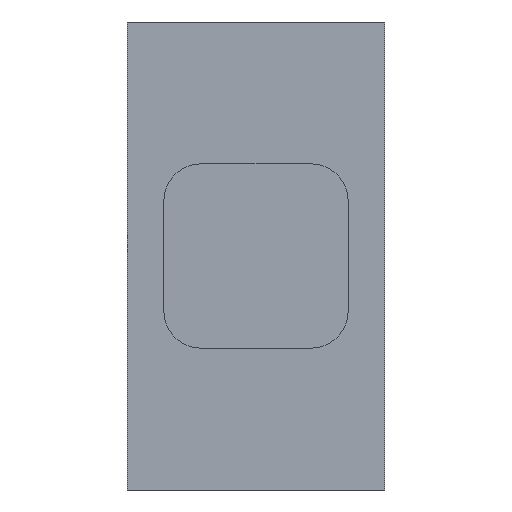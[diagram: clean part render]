
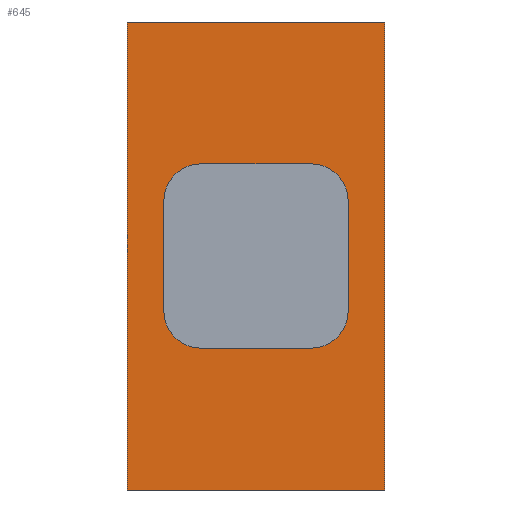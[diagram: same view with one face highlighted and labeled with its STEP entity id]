
A CAD part, front view. The second image highlights one B-rep face of the part: STEP entity #645.
In plain terms, the highlighted planar face has unit normal (0, -1, 0).
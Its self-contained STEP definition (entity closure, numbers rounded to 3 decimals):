
#1 = VERTEX_POINT ( 'NONE', #357 ) ;
#4 = ORIENTED_EDGE ( 'NONE', *, *, #479, .T. ) ;
#7 = DIRECTION ( 'NONE',  ( 0., 1., 0. ) ) ;
#8 = VECTOR ( 'NONE', #365, 1000. ) ;
#14 = ORIENTED_EDGE ( 'NONE', *, *, #344, .T. ) ;
#16 = DIRECTION ( 'NONE',  ( -1., 0., 0. ) ) ;
#22 = VECTOR ( 'NONE', #477, 1000. ) ;
#25 = VECTOR ( 'NONE', #832, 1000. ) ;
#37 = LINE ( 'NONE', #314, #25 ) ;
#39 = VECTOR ( 'NONE', #61, 1000. ) ;
#42 = LINE ( 'NONE', #678, #462 ) ;
#45 = VERTEX_POINT ( 'NONE', #330 ) ;
#46 = CARTESIAN_POINT ( 'NONE',  ( -3., 30., -5. ) ) ;
#61 = DIRECTION ( 'NONE',  ( 0., 0., 1. ) ) ;
#65 = DIRECTION ( 'NONE',  ( 0., 1., 0. ) ) ;
#84 = LINE ( 'NONE', #87, #334 ) ;
#87 = CARTESIAN_POINT ( 'NONE',  ( 7., 30., 7.3 ) ) ;
#89 = CIRCLE ( 'NONE', #276, 2. ) ;
#90 = FACE_OUTER_BOUND ( 'NONE', #347, .T. ) ;
#114 = VERTEX_POINT ( 'NONE', #587 ) ;
#119 = CARTESIAN_POINT ( 'NONE',  ( -5., 30., -3. ) ) ;
#121 = LINE ( 'NONE', #328, #39 ) ;
#122 = VECTOR ( 'NONE', #696, 1000. ) ;
#144 = EDGE_LOOP ( 'NONE', ( #385, #4, #377, #610, #14, #694, #672, #628 ) ) ;
#183 = CARTESIAN_POINT ( 'NONE',  ( 3., 30., 5. ) ) ;
#238 = LINE ( 'NONE', #374, #8 ) ;
#245 = CARTESIAN_POINT ( 'NONE',  ( -7., 30., 7.3 ) ) ;
#265 = DIRECTION ( 'NONE',  ( 1., 0., 0. ) ) ;
#274 = VERTEX_POINT ( 'NONE', #183 ) ;
#275 = LINE ( 'NONE', #825, #718 ) ;
#276 = AXIS2_PLACEMENT_3D ( 'NONE', #386, #599, #795 ) ;
#282 = DIRECTION ( 'NONE',  ( 0., 1., 0. ) ) ;
#283 = VERTEX_POINT ( 'NONE', #840 ) ;
#290 = VERTEX_POINT ( 'NONE', #703 ) ;
#292 = DIRECTION ( 'NONE',  ( -1., 0., 0. ) ) ;
#295 = CARTESIAN_POINT ( 'NONE',  ( -5., 30., 3. ) ) ;
#300 = EDGE_CURVE ( 'NONE', #114, #625, #238, .T. ) ;
#314 = CARTESIAN_POINT ( 'NONE',  ( -7., 30., 7.3 ) ) ;
#318 = EDGE_CURVE ( 'NONE', #283, #684, #42, .T. ) ;
#328 = CARTESIAN_POINT ( 'NONE',  ( -5., 30., -5. ) ) ;
#330 = CARTESIAN_POINT ( 'NONE',  ( -3., 30., 5. ) ) ;
#334 = VECTOR ( 'NONE', #470, 1000. ) ;
#344 = EDGE_CURVE ( 'NONE', #862, #663, #121, .T. ) ;
#346 = CIRCLE ( 'NONE', #414, 2. ) ;
#347 = EDGE_LOOP ( 'NONE', ( #810, #616, #399, #613 ) ) ;
#355 = CARTESIAN_POINT ( 'NONE',  ( -3., 30., 3. ) ) ;
#357 = CARTESIAN_POINT ( 'NONE',  ( 5., 30., -3. ) ) ;
#365 = DIRECTION ( 'NONE',  ( 1., 0., 0. ) ) ;
#374 = CARTESIAN_POINT ( 'NONE',  ( -7., 30., 12.7 ) ) ;
#377 = ORIENTED_EDGE ( 'NONE', *, *, #509, .T. ) ;
#385 = ORIENTED_EDGE ( 'NONE', *, *, #471, .T. ) ;
#386 = CARTESIAN_POINT ( 'NONE',  ( -3., 30., -3. ) ) ;
#399 = ORIENTED_EDGE ( 'NONE', *, *, #566, .F. ) ;
#403 = LINE ( 'NONE', #418, #122 ) ;
#410 = DIRECTION ( 'NONE',  ( -1., 0., 0. ) ) ;
#412 = AXIS2_PLACEMENT_3D ( 'NONE', #245, #784, #635 ) ;
#414 = AXIS2_PLACEMENT_3D ( 'NONE', #536, #65, #453 ) ;
#418 = CARTESIAN_POINT ( 'NONE',  ( 7., 30., 5. ) ) ;
#443 = CARTESIAN_POINT ( 'NONE',  ( 3., 30., -5. ) ) ;
#453 = DIRECTION ( 'NONE',  ( -1., 0., 0. ) ) ;
#462 = VECTOR ( 'NONE', #265, 1000. ) ;
#470 = DIRECTION ( 'NONE',  ( 0., 0., -1. ) ) ;
#471 = EDGE_CURVE ( 'NONE', #290, #1, #591, .T. ) ;
#477 = DIRECTION ( 'NONE',  ( 0., 0., -1. ) ) ;
#479 = EDGE_CURVE ( 'NONE', #1, #648, #856, .T. ) ;
#483 = AXIS2_PLACEMENT_3D ( 'NONE', #355, #7, #292 ) ;
#490 = PLANE ( 'NONE',  #412 ) ;
#509 = EDGE_CURVE ( 'NONE', #648, #729, #275, .T. ) ;
#536 = CARTESIAN_POINT ( 'NONE',  ( 3., 30., 3. ) ) ;
#555 = EDGE_CURVE ( 'NONE', #274, #45, #403, .T. ) ;
#566 = EDGE_CURVE ( 'NONE', #625, #684, #84, .T. ) ;
#569 = FACE_BOUND ( 'NONE', #144, .T. ) ;
#587 = CARTESIAN_POINT ( 'NONE',  ( -7., 30., 12.7 ) ) ;
#591 = LINE ( 'NONE', #860, #22 ) ;
#599 = DIRECTION ( 'NONE',  ( 0., 1., 0. ) ) ;
#609 = EDGE_CURVE ( 'NONE', #663, #45, #692, .T. ) ;
#610 = ORIENTED_EDGE ( 'NONE', *, *, #768, .T. ) ;
#613 = ORIENTED_EDGE ( 'NONE', *, *, #300, .F. ) ;
#616 = ORIENTED_EDGE ( 'NONE', *, *, #318, .T. ) ;
#625 = VERTEX_POINT ( 'NONE', #822 ) ;
#628 = ORIENTED_EDGE ( 'NONE', *, *, #776, .T. ) ;
#635 = DIRECTION ( 'NONE',  ( -1., 0., 0. ) ) ;
#645 = ADVANCED_FACE ( 'NONE', ( #569, #90 ), #490, .F. ) ;
#648 = VERTEX_POINT ( 'NONE', #443 ) ;
#663 = VERTEX_POINT ( 'NONE', #295 ) ;
#672 = ORIENTED_EDGE ( 'NONE', *, *, #555, .F. ) ;
#678 = CARTESIAN_POINT ( 'NONE',  ( -7., 30., -12.7 ) ) ;
#684 = VERTEX_POINT ( 'NONE', #721 ) ;
#687 = CARTESIAN_POINT ( 'NONE',  ( 3., 30., -3. ) ) ;
#692 = CIRCLE ( 'NONE', #483, 2. ) ;
#694 = ORIENTED_EDGE ( 'NONE', *, *, #609, .T. ) ;
#696 = DIRECTION ( 'NONE',  ( -1., 0., 0. ) ) ;
#703 = CARTESIAN_POINT ( 'NONE',  ( 5., 30., 3. ) ) ;
#718 = VECTOR ( 'NONE', #410, 1000. ) ;
#721 = CARTESIAN_POINT ( 'NONE',  ( 7., 30., -12.7 ) ) ;
#729 = VERTEX_POINT ( 'NONE', #46 ) ;
#734 = EDGE_CURVE ( 'NONE', #114, #283, #37, .T. ) ;
#768 = EDGE_CURVE ( 'NONE', #729, #862, #89, .T. ) ;
#776 = EDGE_CURVE ( 'NONE', #274, #290, #346, .T. ) ;
#784 = DIRECTION ( 'NONE',  ( 0., 1., 0. ) ) ;
#795 = DIRECTION ( 'NONE',  ( -1., 0., 0. ) ) ;
#810 = ORIENTED_EDGE ( 'NONE', *, *, #734, .T. ) ;
#822 = CARTESIAN_POINT ( 'NONE',  ( 7., 30., 12.7 ) ) ;
#825 = CARTESIAN_POINT ( 'NONE',  ( 7., 30., -5. ) ) ;
#832 = DIRECTION ( 'NONE',  ( 0., 0., -1. ) ) ;
#840 = CARTESIAN_POINT ( 'NONE',  ( -7., 30., -12.7 ) ) ;
#841 = AXIS2_PLACEMENT_3D ( 'NONE', #687, #282, #16 ) ;
#856 = CIRCLE ( 'NONE', #841, 2. ) ;
#860 = CARTESIAN_POINT ( 'NONE',  ( 5., 30., -5. ) ) ;
#862 = VERTEX_POINT ( 'NONE', #119 ) ;
